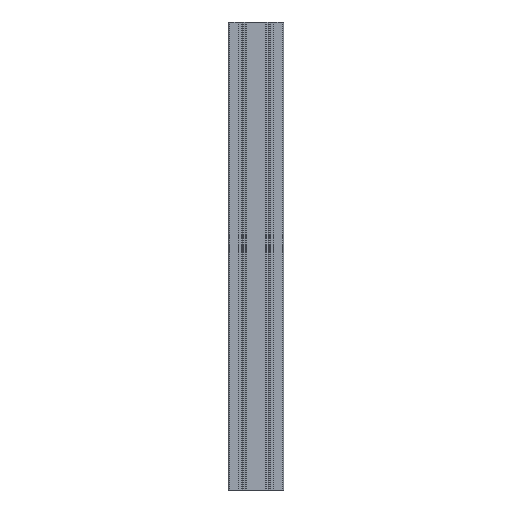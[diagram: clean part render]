
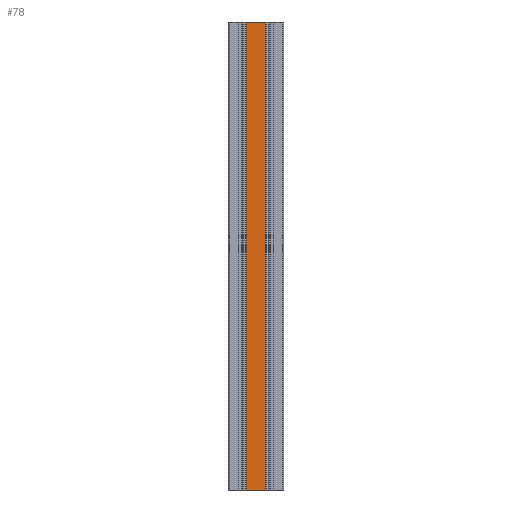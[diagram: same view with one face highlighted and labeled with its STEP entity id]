
A CAD part, left-side view. The second image highlights one B-rep face of the part: STEP entity #78.
In plain terms, the highlighted planar face has unit normal (-1, 0, 0).
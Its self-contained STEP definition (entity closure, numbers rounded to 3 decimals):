
#78 = ADVANCED_FACE( '', ( #216 ), #217, .T. );
#216 = FACE_OUTER_BOUND( '', #492, .T. );
#217 = PLANE( '', #493 );
#492 = EDGE_LOOP( '', ( #783, #784, #785, #786 ) );
#493 = AXIS2_PLACEMENT_3D( '', #787, #788, #789 );
#783 = ORIENTED_EDGE( '', *, *, #1962, .F. );
#784 = ORIENTED_EDGE( '', *, *, #1963, .F. );
#785 = ORIENTED_EDGE( '', *, *, #1964, .T. );
#786 = ORIENTED_EDGE( '', *, *, #1965, .T. );
#787 = CARTESIAN_POINT( '', ( -10., 7., -340. ) );
#788 = DIRECTION( '', ( -1., 0., 0. ) );
#789 = DIRECTION( '', ( 0., 0., 1. ) );
#1962 = EDGE_CURVE( '', #2364, #2365, #2366, .T. );
#1963 = EDGE_CURVE( '', #2367, #2364, #2368, .T. );
#1964 = EDGE_CURVE( '', #2367, #2369, #2370, .T. );
#1965 = EDGE_CURVE( '', #2369, #2365, #2371, .T. );
#2364 = VERTEX_POINT( '', #3028 );
#2365 = VERTEX_POINT( '', #3029 );
#2366 = LINE( '', #3030, #3031 );
#2367 = VERTEX_POINT( '', #3032 );
#2368 = LINE( '', #3033, #3034 );
#2369 = VERTEX_POINT( '', #3035 );
#2370 = LINE( '', #3036, #3037 );
#2371 = LINE( '', #3038, #3039 );
#3028 = CARTESIAN_POINT( '', ( -10., 7., 0. ) );
#3029 = CARTESIAN_POINT( '', ( -10., -7., 0. ) );
#3030 = CARTESIAN_POINT( '', ( -10., 7., 0. ) );
#3031 = VECTOR( '', #4022, 1000. );
#3032 = CARTESIAN_POINT( '', ( -10., 7., -340. ) );
#3033 = CARTESIAN_POINT( '', ( -10., 7., -340. ) );
#3034 = VECTOR( '', #4023, 1000. );
#3035 = CARTESIAN_POINT( '', ( -10., -7., -340. ) );
#3036 = CARTESIAN_POINT( '', ( -10., 7., -340. ) );
#3037 = VECTOR( '', #4024, 1000. );
#3038 = CARTESIAN_POINT( '', ( -10., -7., -340. ) );
#3039 = VECTOR( '', #4025, 1000. );
#4022 = DIRECTION( '', ( 0., -1., 0. ) );
#4023 = DIRECTION( '', ( 0., 0., 1. ) );
#4024 = DIRECTION( '', ( 0., -1., 0. ) );
#4025 = DIRECTION( '', ( 0., 0., 1. ) );
